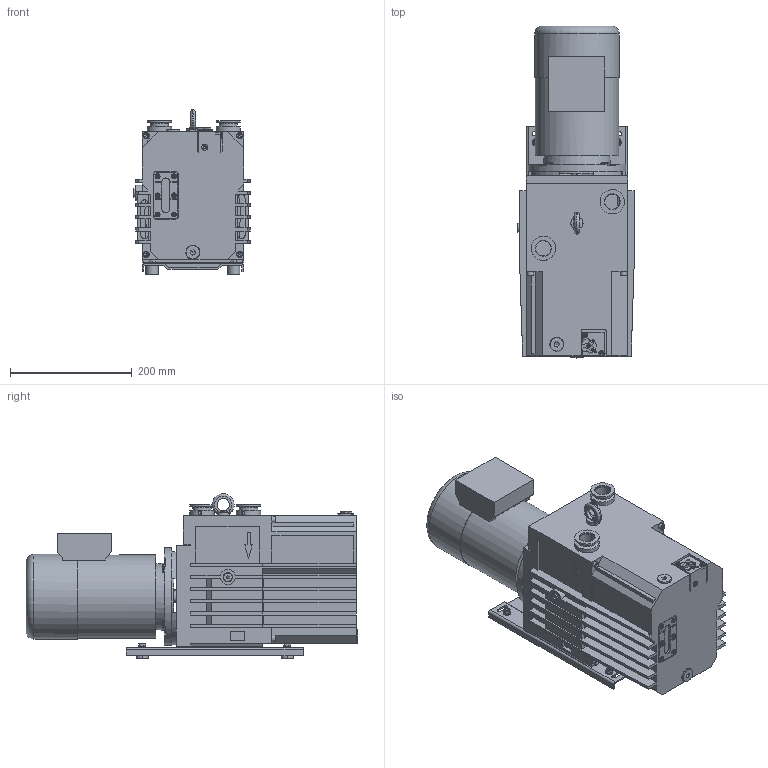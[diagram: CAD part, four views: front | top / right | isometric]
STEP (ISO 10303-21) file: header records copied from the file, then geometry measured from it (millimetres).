
FILE_DESCRIPTION((''),'2;1');
FILE_NAME('PK900363.stp','2007-07-27T07:00:36',('usleber'),(''),'Autodesk Inventor 11','Autodesk Inventor 11','');
FILE_SCHEMA(('AUTOMOTIVE_DESIGN { 1 0 10303 214 1 1 1 1 }'));
Length unit declared in the file: millimetre
Products named in the file (1): PK900363_SW
Bounding box: 191 x 544.5 x 270 mm (x, y, z)
Volume: 13408824.5 mm3; surface area: 950204.2 mm2
Topology: 2 solids, 52 shells, 1547 faces, 3927 edges, 2577 vertices
Faces by surface type: plane 970, cylinder 274, bspline 170, cone 99, torus 34
Full cylindrical faces by diameter (mm): 3 x1, 4 x8, 5.54 x1, 6 x8, 6.4 x8, 7 x8, 8 x12, 9 x2, 9.728 x1, 10 x9, 12 x8, 13 x8, 14 x1, 15 x2, 16.662 x2, 19 x1, 20 x1, 22 x2, 25 x2, 26.2 x2, 30 x4, 40 x4, 137 x1, 139 x1, 160 x1
Entity records: 46932 total; most frequent: CARTESIAN_POINT 12194, ORIENTED_EDGE 7012, DIRECTION 6811, EDGE_CURVE 3506, VERTEX_POINT 2437, VECTOR 2295, LINE 2295, AXIS2_PLACEMENT_3D 2258
